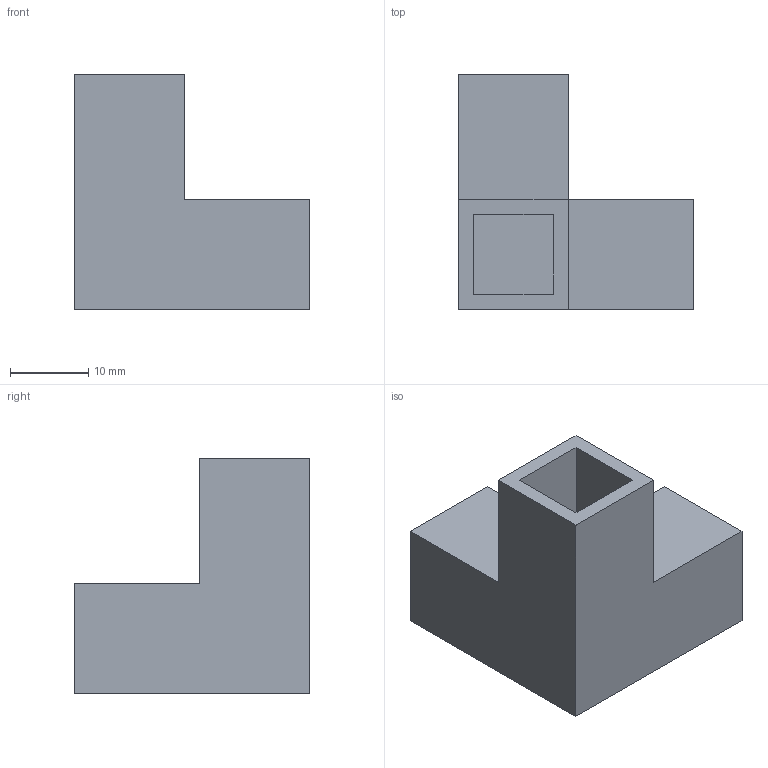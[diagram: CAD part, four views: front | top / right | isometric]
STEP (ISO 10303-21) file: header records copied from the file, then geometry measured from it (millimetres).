
FILE_DESCRIPTION(/* description */ (''),/* implementation_level */ '2;1');
FILE_NAME(/* name */ 'PIR.1.03.00.000_Łącznik.stp',/* time_stamp */ '2025-08-10T14:44:33+02:00',/* author */ (''),/* organization */ (''),/* preprocessor_version */ 'ST-DEVELOPER v18.101',/* originating_system */ 'SIEMENS PLM Software NX 2011',/* authorisation */ '');
FILE_SCHEMA (('AUTOMOTIVE_DESIGN { 1 0 10303 214 3 1 1 1 }'));
Length unit declared in the file: millimetre
Products named in the file (1): PIR.1.03.00.000_Łącznik
Bounding box: 30 x 30 x 30 mm (x, y, z)
Volume: 5503.8 mm3; surface area: 6055 mm2
Topology: 1 solids, 1 shells, 21 faces, 54 edges, 34 vertices
Faces by surface type: plane 21
Entity records: 800 total; most frequent: CARTESIAN_POINT 110, ORIENTED_EDGE 108, DIRECTION 98, EDGE_CURVE 54, LINE 54, VECTOR 54, VERTEX_POINT 34, EDGE_LOOP 24
